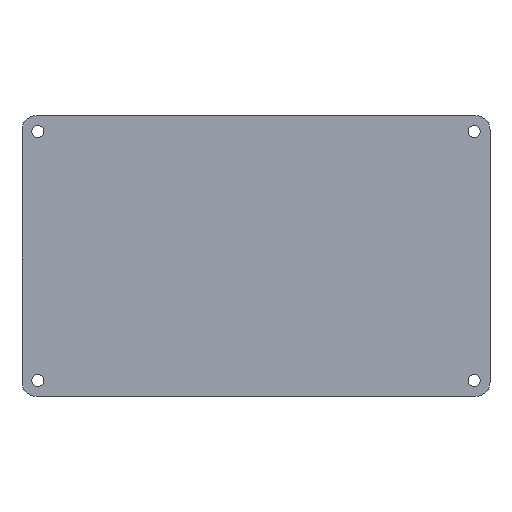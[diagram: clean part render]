
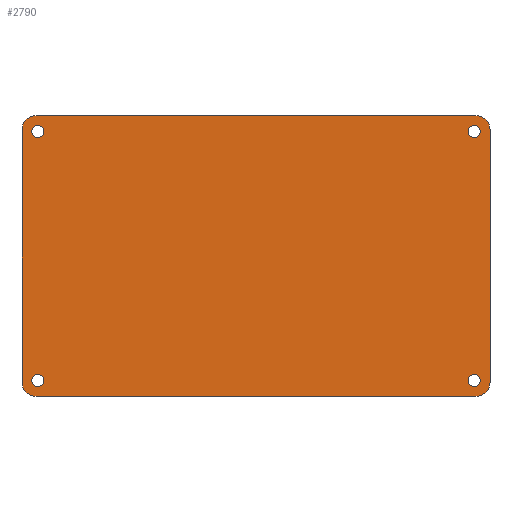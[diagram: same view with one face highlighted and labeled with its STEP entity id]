
A CAD part, top view. The second image highlights one B-rep face of the part: STEP entity #2790.
In plain terms, the highlighted planar face has unit normal (0, 0, 1).
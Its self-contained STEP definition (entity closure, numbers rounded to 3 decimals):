
#1440=CARTESIAN_POINT('',(31.275,83.791,
0.8));
#1450=DIRECTION('',(0.,0.,-1.));
#1460=DIRECTION('',(0.,1.,0.));
#1470=AXIS2_PLACEMENT_3D('',#1440,#1450,#1460);
#1480=PLANE('',#1470);
#1490=CARTESIAN_POINT('',(96.6,56.6,0.8));
#1500=DIRECTION('',(0.,0.,1.));
#1510=DIRECTION('',(1.,0.,0.));
#1520=AXIS2_PLACEMENT_3D('',#1490,#1500,#1510);
#1530=CIRCLE('',#1520,1.3);
#1540=CARTESIAN_POINT('',(97.9,56.6,0.8));
#1550=VERTEX_POINT('',#1540);
#1560=CARTESIAN_POINT('',(95.3,56.6,0.8));
#1570=VERTEX_POINT('',#1560);
#1580=EDGE_CURVE('',#1550,#1570,#1530,.T.);
#1590=ORIENTED_EDGE('',*,*,#1580,.F.);
#1600=EDGE_CURVE('',#1570,#1550,#1530,.T.);
#1610=ORIENTED_EDGE('',*,*,#1600,.F.);
#1620=EDGE_LOOP('',(#1610,#1590));
#1630=FACE_BOUND('',#1620,.T.);
#1640=CARTESIAN_POINT('',(96.6,3.4,0.8));
#1650=DIRECTION('',(0.,0.,1.));
#1660=DIRECTION('',(1.,0.,0.));
#1670=AXIS2_PLACEMENT_3D('',#1640,#1650,#1660);
#1680=CIRCLE('',#1670,1.3);
#1690=CARTESIAN_POINT('',(97.9,3.4,0.8));
#1700=VERTEX_POINT('',#1690);
#1710=CARTESIAN_POINT('',(95.3,3.4,0.8));
#1720=VERTEX_POINT('',#1710);
#1730=EDGE_CURVE('',#1700,#1720,#1680,.T.);
#1740=ORIENTED_EDGE('',*,*,#1730,.F.);
#1750=EDGE_CURVE('',#1720,#1700,#1680,.T.);
#1760=ORIENTED_EDGE('',*,*,#1750,.F.);
#1770=EDGE_LOOP('',(#1760,#1740));
#1780=FACE_BOUND('',#1770,.T.);
#1790=CARTESIAN_POINT('',(3.4,3.4,0.8));
#1800=DIRECTION('',(0.,0.,1.));
#1810=DIRECTION('',(1.,0.,0.));
#1820=AXIS2_PLACEMENT_3D('',#1790,#1800,#1810);
#1830=CIRCLE('',#1820,1.3);
#1840=CARTESIAN_POINT('',(4.7,3.4,0.8));
#1850=VERTEX_POINT('',#1840);
#1860=CARTESIAN_POINT('',(2.1,3.4,0.8));
#1870=VERTEX_POINT('',#1860);
#1880=EDGE_CURVE('',#1850,#1870,#1830,.T.);
#1890=ORIENTED_EDGE('',*,*,#1880,.F.);
#1900=EDGE_CURVE('',#1870,#1850,#1830,.T.);
#1910=ORIENTED_EDGE('',*,*,#1900,.F.);
#1920=EDGE_LOOP('',(#1910,#1890));
#1930=FACE_BOUND('',#1920,.T.);
#1940=CARTESIAN_POINT('',(3.4,56.6,0.8));
#1950=DIRECTION('',(0.,0.,1.));
#1960=DIRECTION('',(1.,0.,0.));
#1970=AXIS2_PLACEMENT_3D('',#1940,#1950,#1960);
#1980=CIRCLE('',#1970,1.3);
#1990=CARTESIAN_POINT('',(4.7,56.6,0.8));
#2000=VERTEX_POINT('',#1990);
#2010=CARTESIAN_POINT('',(2.1,56.6,0.8));
#2020=VERTEX_POINT('',#2010);
#2030=EDGE_CURVE('',#2000,#2020,#1980,.T.);
#2040=ORIENTED_EDGE('',*,*,#2030,.F.);
#2050=EDGE_CURVE('',#2020,#2000,#1980,.T.);
#2060=ORIENTED_EDGE('',*,*,#2050,.F.);
#2070=EDGE_LOOP('',(#2060,#2040));
#2080=FACE_BOUND('',#2070,.T.);
#2090=CARTESIAN_POINT('',(97.,3.,0.8));
#2100=DIRECTION('',(0.,0.,-1.));
#2110=DIRECTION('',(-1.,0.,0.));
#2120=AXIS2_PLACEMENT_3D('',#2090,#2100,#2110);
#2130=CIRCLE('',#2120,3.);
#2140=CARTESIAN_POINT('',(100.,3.,0.8));
#2150=VERTEX_POINT('',#2140);
#2160=CARTESIAN_POINT('',(97.,0.,0.8));
#2170=VERTEX_POINT('',#2160);
#2180=EDGE_CURVE('',#2150,#2170,#2130,.T.);
#2190=ORIENTED_EDGE('',*,*,#2180,.F.);
#2200=CARTESIAN_POINT('',(0.,0.,0.8));
#2210=DIRECTION('',(1.,0.,0.));
#2220=VECTOR('',#2210,1.);
#2230=LINE('',#2200,#2220);
#2240=CARTESIAN_POINT('',(3.,0.,0.8));
#2250=VERTEX_POINT('',#2240);
#2260=EDGE_CURVE('',#2250,#2170,#2230,.T.);
#2270=ORIENTED_EDGE('',*,*,#2260,.T.);
#2280=CARTESIAN_POINT('',(3.,3.,0.8));
#2290=DIRECTION('',(0.,0.,1.));
#2300=DIRECTION('',(1.,0.,0.));
#2310=AXIS2_PLACEMENT_3D('',#2280,#2290,#2300);
#2320=CIRCLE('',#2310,3.);
#2330=CARTESIAN_POINT('',(0.,3.,0.8));
#2340=VERTEX_POINT('',#2330);
#2350=EDGE_CURVE('',#2340,#2250,#2320,.T.);
#2360=ORIENTED_EDGE('',*,*,#2350,.T.);
#2370=CARTESIAN_POINT('',(0.,0.,0.8));
#2380=DIRECTION('',(0.,-1.,0.));
#2390=VECTOR('',#2380,1.);
#2400=LINE('',#2370,#2390);
#2410=CARTESIAN_POINT('',(0.,57.,0.8));
#2420=VERTEX_POINT('',#2410);
#2430=EDGE_CURVE('',#2420,#2340,#2400,.T.);
#2440=ORIENTED_EDGE('',*,*,#2430,.T.);
#2450=CARTESIAN_POINT('',(3.,57.,0.8));
#2460=DIRECTION('',(0.,0.,1.));
#2470=DIRECTION('',(1.,0.,0.));
#2480=AXIS2_PLACEMENT_3D('',#2450,#2460,#2470);
#2490=CIRCLE('',#2480,3.);
#2500=CARTESIAN_POINT('',(3.,60.,0.8));
#2510=VERTEX_POINT('',#2500);
#2520=EDGE_CURVE('',#2510,#2420,#2490,.T.);
#2530=ORIENTED_EDGE('',*,*,#2520,.T.);
#2540=CARTESIAN_POINT('',(0.,60.,0.8));
#2550=DIRECTION('',(-1.,0.,0.));
#2560=VECTOR('',#2550,1.);
#2570=LINE('',#2540,#2560);
#2580=CARTESIAN_POINT('',(97.,60.,0.8));
#2590=VERTEX_POINT('',#2580);
#2600=EDGE_CURVE('',#2590,#2510,#2570,.T.);
#2610=ORIENTED_EDGE('',*,*,#2600,.T.);
#2620=CARTESIAN_POINT('',(97.,57.,0.8));
#2630=DIRECTION('',(0.,0.,1.));
#2640=DIRECTION('',(1.,0.,0.));
#2650=AXIS2_PLACEMENT_3D('',#2620,#2630,#2640);
#2660=CIRCLE('',#2650,3.);
#2670=CARTESIAN_POINT('',(100.,57.,0.8));
#2680=VERTEX_POINT('',#2670);
#2690=EDGE_CURVE('',#2680,#2590,#2660,.T.);
#2700=ORIENTED_EDGE('',*,*,#2690,.T.);
#2710=CARTESIAN_POINT('',(100.,0.,0.8));
#2720=DIRECTION('',(0.,1.,0.));
#2730=VECTOR('',#2720,1.);
#2740=LINE('',#2710,#2730);
#2750=EDGE_CURVE('',#2150,#2680,#2740,.T.);
#2760=ORIENTED_EDGE('',*,*,#2750,.T.);
#2770=EDGE_LOOP('',(#2760,#2700,#2610,#2530,#2440,#2360,#2270,#2190));
#2780=FACE_OUTER_BOUND('',#2770,.T.);
#2790=ADVANCED_FACE('',(#1630,#1780,#1930,#2080,#2780),#1480,.F.);
